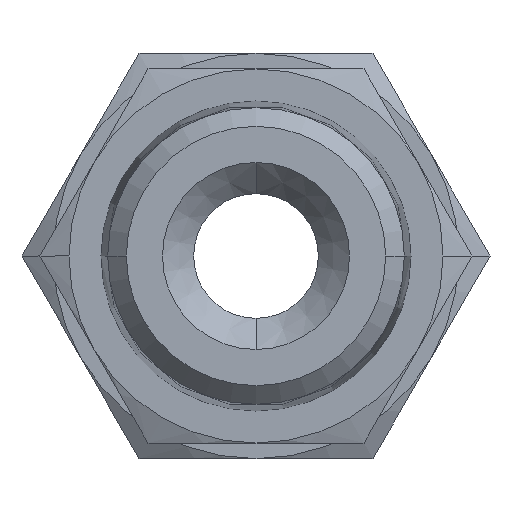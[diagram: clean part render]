
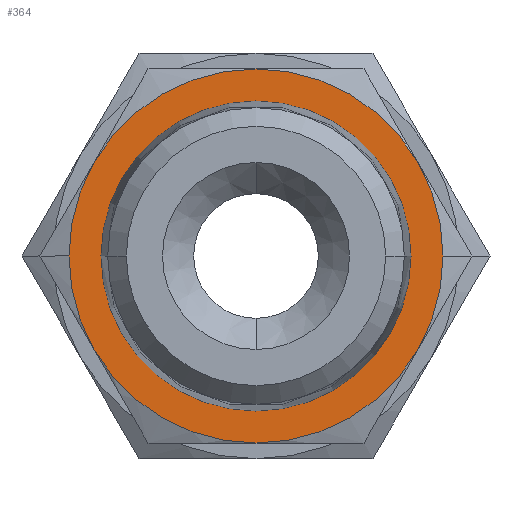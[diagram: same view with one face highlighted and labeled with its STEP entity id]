
A CAD part, front view. The second image highlights one B-rep face of the part: STEP entity #364.
In plain terms, the highlighted planar face has unit normal (0, -1, 0).
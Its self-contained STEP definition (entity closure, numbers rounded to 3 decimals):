
#364=ADVANCED_FACE('',(#982,#983),#984,.F.);
#982=FACE_OUTER_BOUND('',#1882,.T.);
#983=FACE_BOUND('',#1883,.T.);
#984=PLANE('',#1884);
#1882=EDGE_LOOP('',(#2847,#2848,#2849,#2850,#2851,#2852,#2853,#2854));
#1883=EDGE_LOOP('',(#2855,#2856));
#1884=AXIS2_PLACEMENT_3D('',#2857,#2858,#2859);
#2847=ORIENTED_EDGE('',*,*,#5459,.T.);
#2848=ORIENTED_EDGE('',*,*,#5460,.T.);
#2849=ORIENTED_EDGE('',*,*,#5461,.T.);
#2850=ORIENTED_EDGE('',*,*,#5462,.T.);
#2851=ORIENTED_EDGE('',*,*,#5463,.T.);
#2852=ORIENTED_EDGE('',*,*,#5464,.T.);
#2853=ORIENTED_EDGE('',*,*,#5465,.T.);
#2854=ORIENTED_EDGE('',*,*,#5466,.T.);
#2855=ORIENTED_EDGE('',*,*,#5467,.F.);
#2856=ORIENTED_EDGE('',*,*,#5468,.F.);
#2857=CARTESIAN_POINT('',(0.0,0.0,0.0));
#2858=DIRECTION('',(0.0,1.0,0.0));
#2859=DIRECTION('',(1.0,0.0,-0.0));
#5459=EDGE_CURVE('',#6569,#6570,#6571,.T.);
#5460=EDGE_CURVE('',#6570,#6572,#6573,.T.);
#5461=EDGE_CURVE('',#6572,#6574,#6575,.T.);
#5462=EDGE_CURVE('',#6574,#6576,#6577,.T.);
#5463=EDGE_CURVE('',#6576,#6578,#6579,.T.);
#5464=EDGE_CURVE('',#6578,#6580,#6581,.T.);
#5465=EDGE_CURVE('',#6580,#6582,#6583,.T.);
#5466=EDGE_CURVE('',#6582,#6569,#6584,.T.);
#5467=EDGE_CURVE('',#6585,#6586,#6587,.T.);
#5468=EDGE_CURVE('',#6586,#6585,#6588,.T.);
#6569=VERTEX_POINT('',#8161);
#6570=VERTEX_POINT('',#8162);
#6571=CIRCLE('',#8163,6.0);
#6572=VERTEX_POINT('',#8164);
#6573=CIRCLE('',#8165,6.0);
#6574=VERTEX_POINT('',#8166);
#6575=CIRCLE('',#8167,6.0);
#6576=VERTEX_POINT('',#8168);
#6577=CIRCLE('',#8169,6.0);
#6578=VERTEX_POINT('',#8170);
#6579=CIRCLE('',#8171,6.0);
#6580=VERTEX_POINT('',#8172);
#6581=CIRCLE('',#8173,6.0);
#6582=VERTEX_POINT('',#8174);
#6583=CIRCLE('',#8175,6.0);
#6584=CIRCLE('',#8176,6.0);
#6585=VERTEX_POINT('',#8177);
#6586=VERTEX_POINT('',#8178);
#6587=CIRCLE('',#8179,4.973);
#6588=CIRCLE('',#8180,4.973);
#8161=CARTESIAN_POINT('',(-5.196,0.0,3.));
#8162=CARTESIAN_POINT('',(-6.0,0.0,0.));
#8163=AXIS2_PLACEMENT_3D('',#10537,#10538,#10539);
#8164=CARTESIAN_POINT('',(-5.196,0.0,-3.));
#8165=AXIS2_PLACEMENT_3D('',#10540,#10541,#10542);
#8166=CARTESIAN_POINT('',(0.,0.0,-6.0));
#8167=AXIS2_PLACEMENT_3D('',#10543,#10544,#10545);
#8168=CARTESIAN_POINT('',(5.196,0.0,-3.));
#8169=AXIS2_PLACEMENT_3D('',#10546,#10547,#10548);
#8170=CARTESIAN_POINT('',(6.0,0.0,0.));
#8171=AXIS2_PLACEMENT_3D('',#10549,#10550,#10551);
#8172=CARTESIAN_POINT('',(5.196,0.0,3.));
#8173=AXIS2_PLACEMENT_3D('',#10552,#10553,#10554);
#8174=CARTESIAN_POINT('',(0.,0.0,6.0));
#8175=AXIS2_PLACEMENT_3D('',#10555,#10556,#10557);
#8176=AXIS2_PLACEMENT_3D('',#10558,#10559,#10560);
#8177=CARTESIAN_POINT('',(4.973,0.,0.0));
#8178=CARTESIAN_POINT('',(-4.973,0.,0.));
#8179=AXIS2_PLACEMENT_3D('',#10561,#10562,#10563);
#8180=AXIS2_PLACEMENT_3D('',#10564,#10565,#10566);
#10537=CARTESIAN_POINT('',(0.0,0.0,0.0));
#10538=DIRECTION('',(0.0,-1.0,0.0));
#10539=DIRECTION('',(-0.866,0.0,0.5));
#10540=CARTESIAN_POINT('',(0.0,0.0,0.0));
#10541=DIRECTION('',(0.0,-1.0,0.0));
#10542=DIRECTION('',(-0.866,0.0,0.5));
#10543=CARTESIAN_POINT('',(0.0,0.0,0.0));
#10544=DIRECTION('',(0.0,-1.0,-0.0));
#10545=DIRECTION('',(-0.866,0.0,-0.5));
#10546=CARTESIAN_POINT('',(0.0,0.0,0.0));
#10547=DIRECTION('',(0.0,-1.0,-0.0));
#10548=DIRECTION('',(0.,0.0,-1.0));
#10549=CARTESIAN_POINT('',(0.0,0.0,0.0));
#10550=DIRECTION('',(0.0,-1.0,0.0));
#10551=DIRECTION('',(0.866,0.0,-0.5));
#10552=CARTESIAN_POINT('',(0.0,0.0,0.0));
#10553=DIRECTION('',(0.0,-1.0,0.0));
#10554=DIRECTION('',(0.866,0.0,-0.5));
#10555=CARTESIAN_POINT('',(0.0,0.0,0.0));
#10556=DIRECTION('',(0.0,-1.0,0.0));
#10557=DIRECTION('',(0.866,0.0,0.5));
#10558=CARTESIAN_POINT('',(0.0,0.0,0.0));
#10559=DIRECTION('',(0.0,-1.0,0.0));
#10560=DIRECTION('',(0.,0.0,1.0));
#10561=CARTESIAN_POINT('',(0.,0.,0.0));
#10562=DIRECTION('',(0.0,-1.0,0.0));
#10563=DIRECTION('',(1.0,0.0,0.0));
#10564=CARTESIAN_POINT('',(0.,0.,0.0));
#10565=DIRECTION('',(0.0,-1.0,0.0));
#10566=DIRECTION('',(1.0,0.0,0.0));
